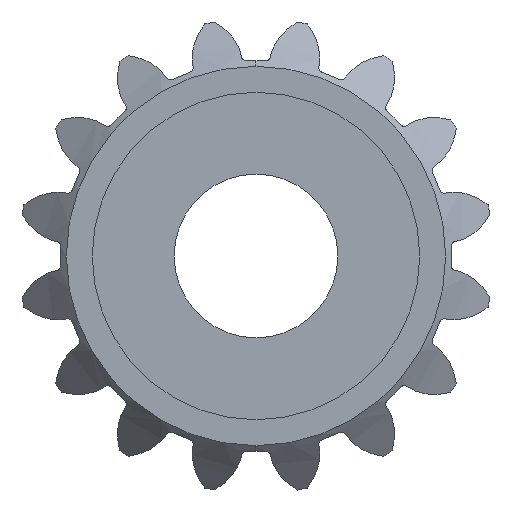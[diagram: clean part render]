
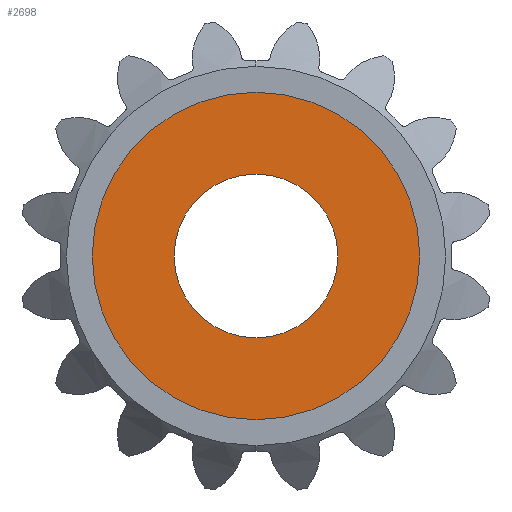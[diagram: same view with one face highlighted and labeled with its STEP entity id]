
A CAD part, left-side view. The second image highlights one B-rep face of the part: STEP entity #2698.
In plain terms, the highlighted planar face has unit normal (-1, 0, 0).
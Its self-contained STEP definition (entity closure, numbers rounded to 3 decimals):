
#163 = FACE_OUTER_BOUND ( 'NONE', #4058, .T. ) ;
#201 = CARTESIAN_POINT ( 'NONE',  ( -0.949, 0., 6. ) ) ;
#757 = VERTEX_POINT ( 'NONE', #201 ) ;
#769 = DIRECTION ( 'NONE',  ( 0., 0., -1. ) ) ;
#825 = AXIS2_PLACEMENT_3D ( 'NONE', #2617, #1076, #4572 ) ;
#881 = FACE_BOUND ( 'NONE', #1044, .T. ) ;
#1044 = EDGE_LOOP ( 'NONE', ( #4314, #3866 ) ) ;
#1076 = DIRECTION ( 'NONE',  ( 1., 0., 0. ) ) ;
#1088 = CIRCLE ( 'NONE', #4427, 6. ) ;
#1226 = ORIENTED_EDGE ( 'NONE', *, *, #1793, .F. ) ;
#1259 = EDGE_CURVE ( 'NONE', #3700, #4115, #2608, .T. ) ;
#1458 = EDGE_CURVE ( 'NONE', #4115, #3700, #4824, .T. ) ;
#1552 = AXIS2_PLACEMENT_3D ( 'NONE', #2181, #5014, #1836 ) ;
#1793 = EDGE_CURVE ( 'NONE', #4185, #757, #3017, .T. ) ;
#1836 = DIRECTION ( 'NONE',  ( 0., 0., -1. ) ) ;
#2063 = CARTESIAN_POINT ( 'NONE',  ( -0.949, -6., -8.652 ) ) ;
#2181 = CARTESIAN_POINT ( 'NONE',  ( -0.949, 0., 0. ) ) ;
#2416 = DIRECTION ( 'NONE',  ( 1., 0., 0. ) ) ;
#2529 = AXIS2_PLACEMENT_3D ( 'NONE', #2063, #2416, #3627 ) ;
#2571 = CARTESIAN_POINT ( 'NONE',  ( -0.949, 0., 3. ) ) ;
#2608 = CIRCLE ( 'NONE', #3509, 3. ) ;
#2617 = CARTESIAN_POINT ( 'NONE',  ( -0.949, 0., 0. ) ) ;
#2698 = ADVANCED_FACE ( 'NONE', ( #881, #163 ), #2750, .F. ) ;
#2750 = PLANE ( 'NONE',  #2529 ) ;
#2773 = CARTESIAN_POINT ( 'NONE',  ( -0.949, 0., 0. ) ) ;
#3017 = CIRCLE ( 'NONE', #825, 6. ) ;
#3077 = CARTESIAN_POINT ( 'NONE',  ( -0.949, 0., -3. ) ) ;
#3190 = DIRECTION ( 'NONE',  ( 0., 0., -1. ) ) ;
#3509 = AXIS2_PLACEMENT_3D ( 'NONE', #2773, #4685, #3190 ) ;
#3627 = DIRECTION ( 'NONE',  ( 0., 0., -1. ) ) ;
#3700 = VERTEX_POINT ( 'NONE', #3077 ) ;
#3827 = CARTESIAN_POINT ( 'NONE',  ( -0.949, 0., -6. ) ) ;
#3866 = ORIENTED_EDGE ( 'NONE', *, *, #1259, .F. ) ;
#4058 = EDGE_LOOP ( 'NONE', ( #1226, #4731 ) ) ;
#4115 = VERTEX_POINT ( 'NONE', #2571 ) ;
#4185 = VERTEX_POINT ( 'NONE', #3827 ) ;
#4216 = DIRECTION ( 'NONE',  ( 1., 0., 0. ) ) ;
#4314 = ORIENTED_EDGE ( 'NONE', *, *, #1458, .F. ) ;
#4321 = CARTESIAN_POINT ( 'NONE',  ( -0.949, 0., 0. ) ) ;
#4427 = AXIS2_PLACEMENT_3D ( 'NONE', #4321, #4216, #769 ) ;
#4572 = DIRECTION ( 'NONE',  ( 0., 0., -1. ) ) ;
#4685 = DIRECTION ( 'NONE',  ( -1., 0., 0. ) ) ;
#4731 = ORIENTED_EDGE ( 'NONE', *, *, #5036, .F. ) ;
#4824 = CIRCLE ( 'NONE', #1552, 3. ) ;
#5014 = DIRECTION ( 'NONE',  ( -1., 0., 0. ) ) ;
#5036 = EDGE_CURVE ( 'NONE', #757, #4185, #1088, .T. ) ;
